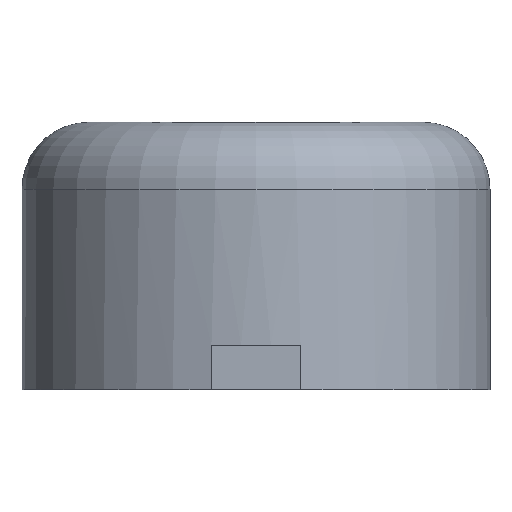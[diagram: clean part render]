
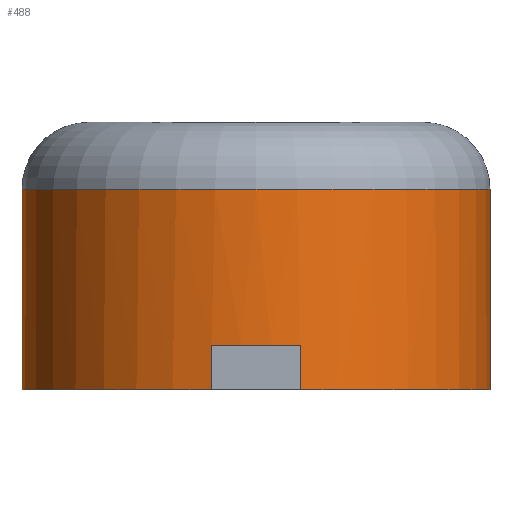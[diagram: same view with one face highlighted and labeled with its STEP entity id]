
A CAD part, front view. The second image highlights one B-rep face of the part: STEP entity #488.
In plain terms, the highlighted cylindrical face has radius 5.25 mm (diameter 10.5 mm), a full revolution.
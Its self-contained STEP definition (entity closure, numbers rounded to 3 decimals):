
#16=CYLINDRICAL_SURFACE('',#534,5.25);
#21=CIRCLE('',#533,5.25);
#22=CIRCLE('',#535,5.25);
#23=CIRCLE('',#536,5.25);
#24=CIRCLE('',#537,5.25);
#25=CIRCLE('',#538,5.25);
#26=CIRCLE('',#539,5.25);
#46=FACE_OUTER_BOUND('',#75,.T.);
#75=EDGE_LOOP('',(#378,#379,#380,#381,#382,#383,#384,#385,#386,#387,#388,
#389));
#121=LINE('',#765,#176);
#122=LINE('',#769,#177);
#123=LINE('',#773,#178);
#124=LINE('',#777,#179);
#125=LINE('',#781,#180);
#176=VECTOR('',#630,5.25);
#177=VECTOR('',#633,10.);
#178=VECTOR('',#636,10.);
#179=VECTOR('',#639,10.);
#180=VECTOR('',#642,10.);
#222=VERTEX_POINT('',#760);
#223=VERTEX_POINT('',#764);
#224=VERTEX_POINT('',#766);
#225=VERTEX_POINT('',#768);
#226=VERTEX_POINT('',#770);
#227=VERTEX_POINT('',#772);
#228=VERTEX_POINT('',#774);
#229=VERTEX_POINT('',#776);
#230=VERTEX_POINT('',#778);
#231=VERTEX_POINT('',#780);
#278=EDGE_CURVE('',#222,#222,#21,.T.);
#279=EDGE_CURVE('',#222,#223,#121,.T.);
#280=EDGE_CURVE('',#223,#224,#22,.T.);
#281=EDGE_CURVE('',#224,#225,#122,.T.);
#282=EDGE_CURVE('',#225,#226,#23,.T.);
#283=EDGE_CURVE('',#226,#227,#123,.T.);
#284=EDGE_CURVE('',#227,#228,#24,.T.);
#285=EDGE_CURVE('',#228,#229,#124,.T.);
#286=EDGE_CURVE('',#229,#230,#25,.T.);
#287=EDGE_CURVE('',#230,#231,#125,.T.);
#288=EDGE_CURVE('',#231,#223,#26,.T.);
#378=ORIENTED_EDGE('',*,*,#278,.F.);
#379=ORIENTED_EDGE('',*,*,#279,.T.);
#380=ORIENTED_EDGE('',*,*,#280,.T.);
#381=ORIENTED_EDGE('',*,*,#281,.T.);
#382=ORIENTED_EDGE('',*,*,#282,.T.);
#383=ORIENTED_EDGE('',*,*,#283,.T.);
#384=ORIENTED_EDGE('',*,*,#284,.T.);
#385=ORIENTED_EDGE('',*,*,#285,.T.);
#386=ORIENTED_EDGE('',*,*,#286,.T.);
#387=ORIENTED_EDGE('',*,*,#287,.T.);
#388=ORIENTED_EDGE('',*,*,#288,.T.);
#389=ORIENTED_EDGE('',*,*,#279,.F.);
#488=ADVANCED_FACE('',(#46),#16,.T.);
#533=AXIS2_PLACEMENT_3D('',#762,#626,#627);
#534=AXIS2_PLACEMENT_3D('',#763,#628,#629);
#535=AXIS2_PLACEMENT_3D('',#767,#631,#632);
#536=AXIS2_PLACEMENT_3D('',#771,#634,#635);
#537=AXIS2_PLACEMENT_3D('',#775,#637,#638);
#538=AXIS2_PLACEMENT_3D('',#779,#640,#641);
#539=AXIS2_PLACEMENT_3D('',#782,#643,#644);
#626=DIRECTION('center_axis',(0.,0.,1.));
#627=DIRECTION('ref_axis',(1.,0.,0.));
#628=DIRECTION('center_axis',(0.,0.,1.));
#629=DIRECTION('ref_axis',(1.,0.,0.));
#630=DIRECTION('',(0.,0.,-1.));
#631=DIRECTION('center_axis',(0.,0.,1.));
#632=DIRECTION('ref_axis',(1.,0.,0.));
#633=DIRECTION('',(0.,0.,1.));
#634=DIRECTION('center_axis',(0.,0.,1.));
#635=DIRECTION('ref_axis',(1.,0.,0.));
#636=DIRECTION('',(0.,0.,-1.));
#637=DIRECTION('center_axis',(0.,0.,1.));
#638=DIRECTION('ref_axis',(1.,0.,0.));
#639=DIRECTION('',(0.,0.,1.));
#640=DIRECTION('center_axis',(0.,0.,1.));
#641=DIRECTION('ref_axis',(1.,0.,0.));
#642=DIRECTION('',(0.,0.,-1.));
#643=DIRECTION('center_axis',(0.,0.,1.));
#644=DIRECTION('ref_axis',(1.,0.,0.));
#760=CARTESIAN_POINT('',(-5.25,0.,4.5));
#762=CARTESIAN_POINT('Origin',(0.,0.,4.5));
#763=CARTESIAN_POINT('Origin',(0.,0.,0.));
#764=CARTESIAN_POINT('',(-5.25,0.,0.));
#765=CARTESIAN_POINT('',(-5.25,0.,0.));
#766=CARTESIAN_POINT('',(-1.,-5.154,0.));
#767=CARTESIAN_POINT('Origin',(0.,0.,0.));
#768=CARTESIAN_POINT('',(-1.,-5.154,1.));
#769=CARTESIAN_POINT('',(-1.,-5.154,0.));
#770=CARTESIAN_POINT('',(1.,-5.154,1.));
#771=CARTESIAN_POINT('Origin',(0.,0.,1.));
#772=CARTESIAN_POINT('',(1.,-5.154,0.));
#773=CARTESIAN_POINT('',(1.,-5.154,0.));
#774=CARTESIAN_POINT('',(1.,5.154,0.));
#775=CARTESIAN_POINT('Origin',(0.,0.,0.));
#776=CARTESIAN_POINT('',(1.,5.154,1.));
#777=CARTESIAN_POINT('',(1.,5.154,0.));
#778=CARTESIAN_POINT('',(-1.,5.154,1.));
#779=CARTESIAN_POINT('Origin',(0.,0.,1.));
#780=CARTESIAN_POINT('',(-1.,5.154,0.));
#781=CARTESIAN_POINT('',(-1.,5.154,0.));
#782=CARTESIAN_POINT('Origin',(0.,0.,0.));
